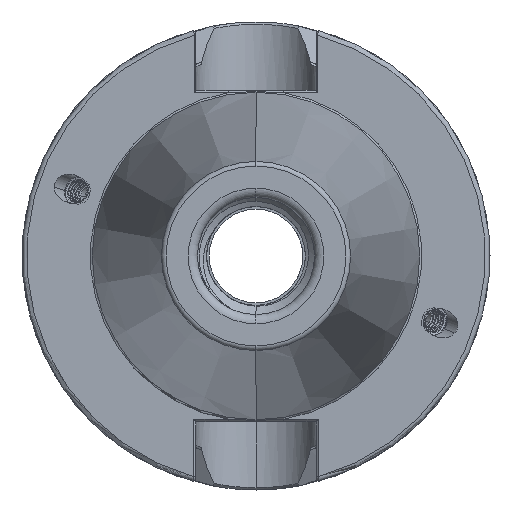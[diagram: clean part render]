
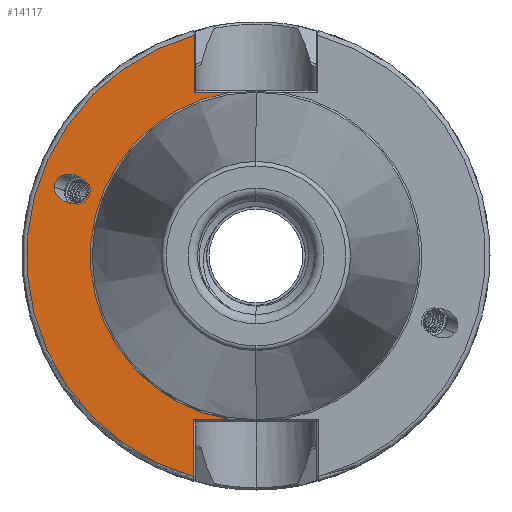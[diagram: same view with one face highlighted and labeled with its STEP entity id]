
A CAD part, left-side view. The second image highlights one B-rep face of the part: STEP entity #14117.
In plain terms, the highlighted planar face has unit normal (-1, 0, 0).
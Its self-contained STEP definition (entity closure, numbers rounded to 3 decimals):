
#20 =( BOUNDED_CURVE ( )  B_SPLINE_CURVE ( 3, ( #6559, #6585, #6561, #6572 ),
 .UNSPECIFIED., .F., .T. ) 
 B_SPLINE_CURVE_WITH_KNOTS ( ( 4, 4 ),
 ( 0., 0.29 ),
 .UNSPECIFIED. ) 
 CURVE ( )  GEOMETRIC_REPRESENTATION_ITEM ( )  RATIONAL_B_SPLINE_CURVE ( ( 1., 0.993, 0.993, 1. ) ) 
 REPRESENTATION_ITEM ( '' )  );
#580 = EDGE_LOOP ( 'NONE', ( #842, #783, #799, #727, #826, #804 ) ) ;
#625 = EDGE_LOOP ( 'NONE', ( #737, #838, #720 ) ) ;
#720 = ORIENTED_EDGE ( 'NONE', *, *, #10891, .F. ) ;
#727 = ORIENTED_EDGE ( 'NONE', *, *, #10955, .T. ) ;
#737 = ORIENTED_EDGE ( 'NONE', *, *, #10930, .F. ) ;
#783 = ORIENTED_EDGE ( 'NONE', *, *, #6486, .T. ) ;
#799 = ORIENTED_EDGE ( 'NONE', *, *, #10912, .T. ) ;
#804 = ORIENTED_EDGE ( 'NONE', *, *, #6485, .T. ) ;
#826 = ORIENTED_EDGE ( 'NONE', *, *, #10929, .T. ) ;
#838 = ORIENTED_EDGE ( 'NONE', *, *, #6428, .F. ) ;
#842 = ORIENTED_EDGE ( 'NONE', *, *, #6444, .F. ) ;
#3309 =( BOUNDED_CURVE ( )  B_SPLINE_CURVE ( 3, ( #7447, #7425, #7414, #7422 ),
 .UNSPECIFIED., .F., .T. ) 
 B_SPLINE_CURVE_WITH_KNOTS ( ( 4, 4 ),
 ( 0.29, 3.431 ),
 .UNSPECIFIED. ) 
 CURVE ( )  GEOMETRIC_REPRESENTATION_ITEM ( )  RATIONAL_B_SPLINE_CURVE ( ( 1., 0.333, 0.333, 1. ) ) 
 REPRESENTATION_ITEM ( '' )  );
#4955 = CARTESIAN_POINT ( 'NONE',  ( 0., 43.118, 14.766 ) ) ;
#4957 = CARTESIAN_POINT ( 'NONE',  ( 0., 43.118, 9.99 ) ) ;
#4958 = CARTESIAN_POINT ( 'NONE',  ( 0., 35.968, 13.091 ) ) ;
#4966 = CARTESIAN_POINT ( 'NONE',  ( 0., 37.57, 8.69 ) ) ;
#5095 = CARTESIAN_POINT ( 'NONE',  ( 0., 0., 0. ) ) ;
#5096 = DIRECTION ( 'NONE',  ( 1., 0., 0. ) ) ;
#5097 = DIRECTION ( 'NONE',  ( 0., 0., -1. ) ) ;
#5646 = CARTESIAN_POINT ( 'NONE',  ( 0., 13.194, 0. ) ) ;
#5655 = CARTESIAN_POINT ( 'NONE',  ( 0., 13.279, -35.4 ) ) ;
#5657 = DIRECTION ( 'NONE',  ( 0., 0., 1. ) ) ;
#5668 = DIRECTION ( 'NONE',  ( 0., 0., 1. ) ) ;
#6428 = EDGE_CURVE ( 'NONE', #14258, #14333, #15531, .T. ) ;
#6444 = EDGE_CURVE ( 'NONE', #14342, #14328, #14913, .T. ) ;
#6485 = EDGE_CURVE ( 'NONE', #14304, #14328, #14944, .T. ) ;
#6486 = EDGE_CURVE ( 'NONE', #14342, #14286, #14963, .T. ) ;
#6556 = DIRECTION ( 'NONE',  ( 0., 1., 0. ) ) ;
#6559 = CARTESIAN_POINT ( 'NONE',  ( 0., 35.968, 13.091 ) ) ;
#6561 = CARTESIAN_POINT ( 'NONE',  ( 0., 35.816, 13.662 ) ) ;
#6572 = CARTESIAN_POINT ( 'NONE',  ( 0., 35.816, 13.963 ) ) ;
#6585 = CARTESIAN_POINT ( 'NONE',  ( 0., 35.867, 13.369 ) ) ;
#6588 = CARTESIAN_POINT ( 'NONE',  ( 0., 35.398, 34.9 ) ) ;
#6748 = DIRECTION ( 'NONE',  ( 0., 0., -1. ) ) ;
#6757 = DIRECTION ( 'NONE',  ( 1., 0., 0. ) ) ;
#6767 = CARTESIAN_POINT ( 'NONE',  ( 0., 0., 0. ) ) ;
#7414 = CARTESIAN_POINT ( 'NONE',  ( 0., 43.118, 20.987 ) ) ;
#7422 = CARTESIAN_POINT ( 'NONE',  ( 0., 43.118, 14.766 ) ) ;
#7425 = CARTESIAN_POINT ( 'NONE',  ( 0., 35.816, 20.184 ) ) ;
#7447 = CARTESIAN_POINT ( 'NONE',  ( 0., 35.816, 13.963 ) ) ;
#7555 = DIRECTION ( 'NONE',  ( 0., -1., 0. ) ) ;
#7596 = CARTESIAN_POINT ( 'NONE',  ( 0., -12.85, -34.9 ) ) ;
#7868 = CARTESIAN_POINT ( 'NONE',  ( 0., 35.816, 13.963 ) ) ;
#7916 = CARTESIAN_POINT ( 'NONE',  ( 0., 5.916, 34.9 ) ) ;
#7919 = CARTESIAN_POINT ( 'NONE',  ( 0., 13.279, -34.9 ) ) ;
#7958 = CARTESIAN_POINT ( 'NONE',  ( 0., 43.118, 14.766 ) ) ;
#7969 = CARTESIAN_POINT ( 'NONE',  ( 0., 13.194, 34.9 ) ) ;
#7970 = CARTESIAN_POINT ( 'NONE',  ( 0., 5.916, -34.9 ) ) ;
#7973 = CARTESIAN_POINT ( 'NONE',  ( 0., 35.968, 13.091 ) ) ;
#7983 = CARTESIAN_POINT ( 'NONE',  ( 0., 13.279, -47.166 ) ) ;
#8006 = CARTESIAN_POINT ( 'NONE',  ( 0., 13.194, 47.19 ) ) ;
#9228 = FACE_OUTER_BOUND ( 'NONE', #580, .T. ) ;
#9231 = FACE_BOUND ( 'NONE', #625, .T. ) ;
#10147 = PLANE ( 'NONE',  #13152 ) ;
#10148 = CARTESIAN_POINT ( 'NONE',  ( 0., 35.398, 0. ) ) ;
#10149 = DIRECTION ( 'NONE',  ( -1., 0., 0. ) ) ;
#10156 = DIRECTION ( 'NONE',  ( 0., 0., 1. ) ) ;
#10891 = EDGE_CURVE ( 'NONE', #14224, #14258, #3309, .T. ) ;
#10912 = EDGE_CURVE ( 'NONE', #14286, #14330, #15079, .T. ) ;
#10929 = EDGE_CURVE ( 'NONE', #14279, #14304, #15069, .T. ) ;
#10930 = EDGE_CURVE ( 'NONE', #14333, #14224, #20, .T. ) ;
#10955 = EDGE_CURVE ( 'NONE', #14330, #14279, #15083, .T. ) ;
#12462 = AXIS2_PLACEMENT_3D ( 'NONE', #5095, #5096, #5097 ) ;
#13152 = AXIS2_PLACEMENT_3D ( 'NONE', #10148, #10149, #10156 ) ;
#13266 = AXIS2_PLACEMENT_3D ( 'NONE', #6767, #6757, #6748 ) ;
#14117 = ADVANCED_FACE ( 'NONE', ( #9231, #9228 ), #10147, .T. ) ;
#14224 = VERTEX_POINT ( 'NONE', #7868 ) ;
#14258 = VERTEX_POINT ( 'NONE', #7958 ) ;
#14279 = VERTEX_POINT ( 'NONE', #7916 ) ;
#14286 = VERTEX_POINT ( 'NONE', #7919 ) ;
#14304 = VERTEX_POINT ( 'NONE', #7969 ) ;
#14328 = VERTEX_POINT ( 'NONE', #8006 ) ;
#14330 = VERTEX_POINT ( 'NONE', #7970 ) ;
#14333 = VERTEX_POINT ( 'NONE', #7973 ) ;
#14342 = VERTEX_POINT ( 'NONE', #7983 ) ;
#14913 = CIRCLE ( 'NONE', #12462, 49. ) ;
#14922 = VECTOR ( 'NONE', #5668, 1000. ) ;
#14944 = LINE ( 'NONE', #5646, #14922 ) ;
#14955 = VECTOR ( 'NONE', #5657, 1000. ) ;
#14963 = LINE ( 'NONE', #5655, #14955 ) ;
#15038 = VECTOR ( 'NONE', #7555, 1000. ) ;
#15058 = VECTOR ( 'NONE', #6556, 1000. ) ;
#15069 = LINE ( 'NONE', #6588, #15058 ) ;
#15079 = LINE ( 'NONE', #7596, #15038 ) ;
#15083 = CIRCLE ( 'NONE', #13266, 35.398 ) ;
#15531 =( BOUNDED_CURVE ( )  B_SPLINE_CURVE ( 3, ( #4955, #4957, #4966, #4958 ),
 .UNSPECIFIED., .F., .F. ) 
 B_SPLINE_CURVE_WITH_KNOTS ( ( 4, 4 ),
 ( 3.431, 6.283 ),
 .UNSPECIFIED. ) 
 CURVE ( )  GEOMETRIC_REPRESENTATION_ITEM ( )  RATIONAL_B_SPLINE_CURVE ( ( 1., 0.43, 0.43, 1. ) ) 
 REPRESENTATION_ITEM ( '' )  );
